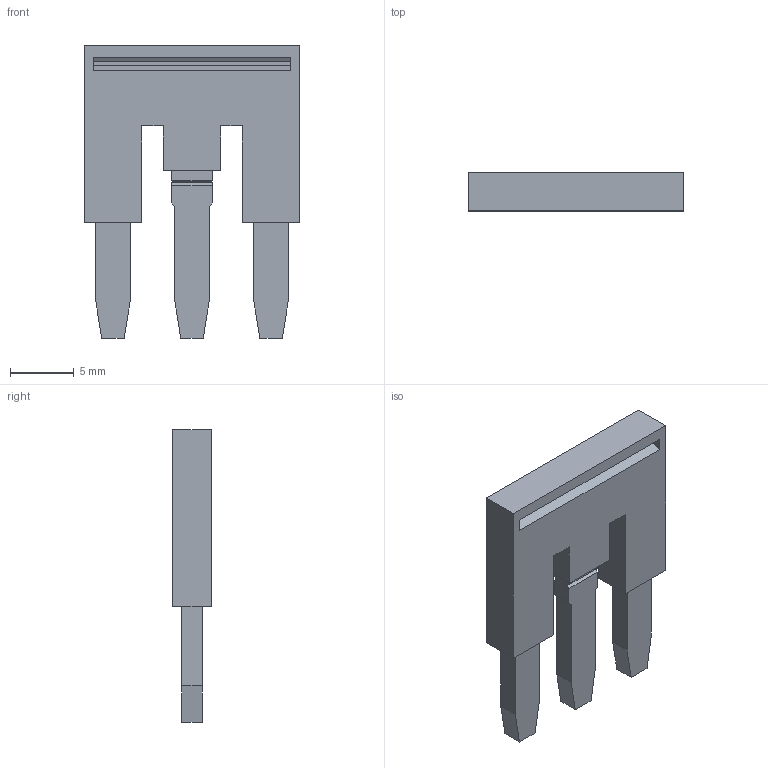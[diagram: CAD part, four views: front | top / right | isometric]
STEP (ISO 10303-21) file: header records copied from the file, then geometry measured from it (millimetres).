
FILE_DESCRIPTION(('HOOPS Exchange Step'),'2;1');
FILE_NAME('export-84B77188-748C-43E4-B918-990278857CDD.stp','2024-12-27T16:07:43+01:00',('Engineering'),('Alibre'),'HOOPS Exchange 2024.3','Alibre','Unknown authorisation');
FILE_SCHEMA( ('AP242_MANAGED_MODEL_BASED_3D_ENGINEERING_MIM_LF {1 0 10303 442 1 1 4 }') );
Length unit declared in the file: millimetre
Products named in the file (2): 1094-1 Plug-in bridge - FBS 3-6 BU - 3036945 (3-poles BLUE); 1094 Plug-in bridge - FBS 3-6 BU - 3036945 (3-poles BLUE)
Assembly tree (1 placements, depth 2):
  1094 Plug-in bridge - FBS 3-6 BU - 3036945 (3-poles BLUE)
    1094-1 Plug-in bridge - FBS 3-6 BU - 3036945 (3-poles BLUE)
Bounding box: 16.9 x 3 x 22.98 mm (x, y, z)
Volume: 680.6 mm3; surface area: 940.7 mm2
Topology: 1 solids, 1 shells, 55 faces, 144 edges, 96 vertices
Faces by surface type: plane 55
Entity records: 1793 total; most frequent: CARTESIAN_POINT 299, ORIENTED_EDGE 288, DIRECTION 262, VECTOR 144, LINE 144, EDGE_CURVE 144, VERTEX_POINT 96, EDGE_LOOP 60
